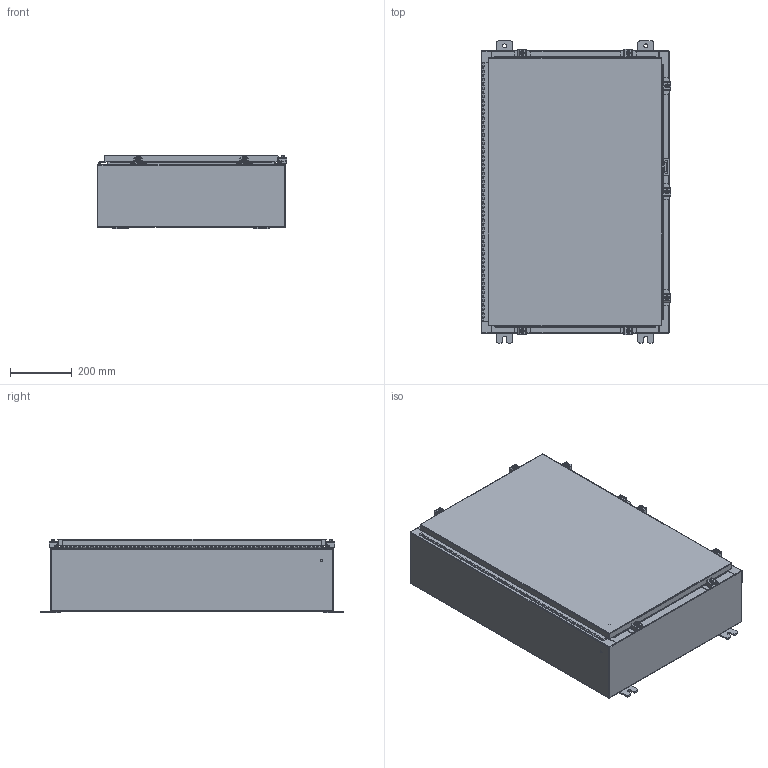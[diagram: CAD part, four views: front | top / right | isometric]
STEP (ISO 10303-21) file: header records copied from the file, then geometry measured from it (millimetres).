
FILE_DESCRIPTION (( 'STEP AP203' ), '1' );
FILE_NAME ('N36H2408WP.STEP', '2014-03-24T21:26:28', ( 'changeme' ), ( 'Microsoft' ), 'SwSTEP 2.0', 'SolidWorks 2013', '' );
FILE_SCHEMA (( 'CONFIG_CONTROL_DESIGN' ));
Length unit declared in the file: inch
Products named in the file (20): N36H2408SSWP Cover; N36H2408SSWP Mounting Feet; N36H2408SSWP Body; Quarter-20 CD Stud; N36H2408SSWP Bottom; N36H2408SSWP Padlock Staple; N36H2408SSWP Top; N36H2408SSWP Padlock Hasp; N36H2408SSWP Backpanel; N36H2408WP; N36H2408SSWP 22104005_DEFAULT; N36H2408SSWP Clamp Bracket; N36H2408SSWP Mounting Studs; N36H2408SSWP Clamp Top; N36H2408SSWP 22101002; N36H2408SSWP Hinge Enclosure Side2; N36H2408SSWP Clamp Assembly; N36H2408SSWP Hinge Cover Side; N36H2408SSWP Standard Clamps; N36H2408SSWP 125 Pin Hinge
Assembly tree (35 placements, depth 4):
  N36H2408WP
    N36H2408SSWP Backpanel
    N36H2408SSWP Mounting Studs  x6
    N36H2408SSWP 125 Pin Hinge
      N36H2408SSWP Hinge Enclosure Side2
      N36H2408SSWP Hinge Cover Side
    N36H2408SSWP Mounting Feet  x4
    Quarter-20 CD Stud  x2
    N36H2408SSWP Padlock Staple
    N36H2408SSWP Padlock Hasp
    N36H2408SSWP Standard Clamps  x7
      N36H2408SSWP Clamp Bracket
      N36H2408SSWP Clamp Assembly
        N36H2408SSWP 22101002  x2
        N36H2408SSWP 22104005_DEFAULT
        N36H2408SSWP Clamp Top
    N36H2408SSWP Cover
    N36H2408SSWP Body
    N36H2408SSWP Bottom
    N36H2408SSWP Top
Bounding box: 614.95 x 977.9 x 238.47 mm (x, y, z)
Volume: 5090841.2 mm3; surface area: 4998746.4 mm2
Topology: 56 solids, 56 shells, 2210 faces, 5554 edges, 3490 vertices
Faces by surface type: plane 1144, cylinder 930, torus 70, cone 58, bspline 8
Entity records: 42568 total; most frequent: CARTESIAN_POINT 7341, DIRECTION 7146, ORIENTED_EDGE 6696, EDGE_CURVE 3348, AXIS2_PLACEMENT_3D 2493, VECTOR 2160, LINE 2160, VERTEX_POINT 2066
